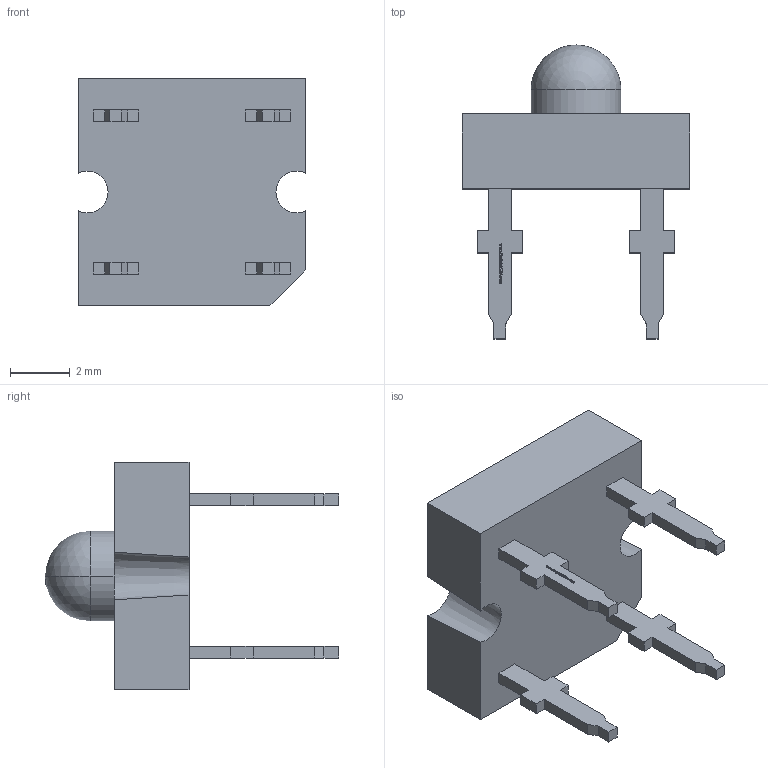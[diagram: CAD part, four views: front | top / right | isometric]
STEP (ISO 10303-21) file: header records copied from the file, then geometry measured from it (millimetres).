
FILE_DESCRIPTION (( 'STEP AP214' ), '1' );
FILE_NAME ('WP76761CSEC-J2-70MA.STEP', '2021-07-07T16:24:14', ( '' ), ( '' ), 'SwSTEP 2.0', 'SolidWorks 2014', '' );
FILE_SCHEMA (( 'AUTOMOTIVE_DESIGN' ));
Length unit declared in the file: millimetre
Products named in the file (1): WP76761CSEC-J2-70MA
Bounding box: 7.6 x 9.8 x 7.6 mm (x, y, z)
Volume: 154.9 mm3; surface area: 256.2 mm2
Topology: 1 solids, 1 shells, 367 faces, 999 edges, 665 vertices
Faces by surface type: plane 244, bspline 116, cone 3, cylinder 2, sphere 2
Entity records: 21000 total; most frequent: CARTESIAN_POINT 8462, ORIENTED_EDGE 1990, DIRECTION 1275, EDGE_CURVE 995, LINE 747, VECTOR 747, VERTEX_POINT 663, EDGE_LOOP 400
